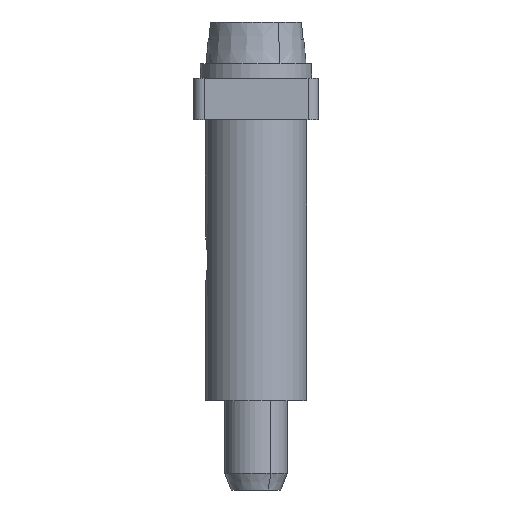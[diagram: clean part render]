
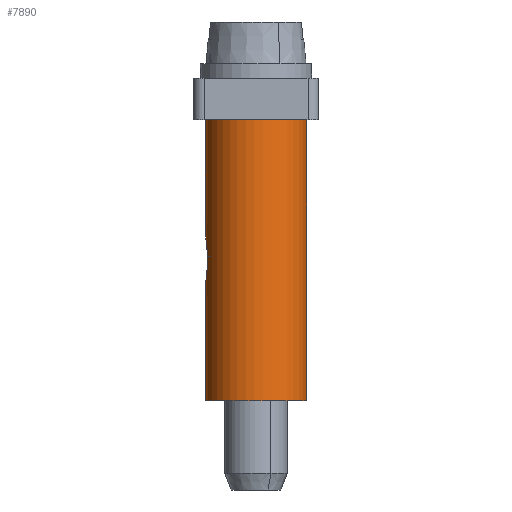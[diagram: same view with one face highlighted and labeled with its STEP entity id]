
A CAD part, left-side view. The second image highlights one B-rep face of the part: STEP entity #7890.
In plain terms, the highlighted cylindrical face has radius 2.45 mm (diameter 4.9 mm), a partial arc.
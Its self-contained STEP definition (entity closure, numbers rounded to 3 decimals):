
#2321=AXIS2_PLACEMENT_3D('Circle Axis2P3D',#2319,#2320,$) ;
#7812=AXIS2_PLACEMENT_3D('Cylinder Axis2P3D',#7809,#7810,#7811) ;
#7816=AXIS2_PLACEMENT_3D('Circle Axis2P3D',#7814,#7815,$) ;
#2316=CARTESIAN_POINT('Vertex',(4.548,0.555,17.8)) ;
#2319=CARTESIAN_POINT('Axis2P3D Location',(4.4,3.,17.8)) ;
#2323=CARTESIAN_POINT('Vertex',(4.252,0.555,17.8)) ;
#7673=CARTESIAN_POINT('Vertex',(4.548,0.555,4.3)) ;
#7676=CARTESIAN_POINT('Line Origine',(4.548,0.555,11.05)) ;
#7809=CARTESIAN_POINT('Axis2P3D Location',(4.4,3.,11.05)) ;
#7814=CARTESIAN_POINT('Axis2P3D Location',(4.4,3.,4.3)) ;
#7818=CARTESIAN_POINT('Vertex',(4.252,0.555,4.3)) ;
#7821=CARTESIAN_POINT('Line Origine',(4.252,0.555,11.05)) ;
#7833=CARTESIAN_POINT('Control Point',(4.4,5.45,12.295)) ;
#7834=CARTESIAN_POINT('Control Point',(4.164,5.45,12.295)) ;
#7835=CARTESIAN_POINT('Control Point',(3.926,5.419,12.146)) ;
#7836=CARTESIAN_POINT('Control Point',(3.784,5.372,11.864)) ;
#7837=CARTESIAN_POINT('Control Point',(3.699,5.348,11.546)) ;
#7838=CARTESIAN_POINT('Control Point',(3.673,5.34,11.215)) ;
#7839=CARTESIAN_POINT('Vertex',(4.4,5.45,12.295)) ;
#7841=CARTESIAN_POINT('Vertex',(3.673,5.34,11.215)) ;
#7845=CARTESIAN_POINT('Control Point',(3.673,5.34,11.215)) ;
#7846=CARTESIAN_POINT('Control Point',(3.645,5.331,10.834)) ;
#7847=CARTESIAN_POINT('Control Point',(3.703,5.345,10.441)) ;
#7848=CARTESIAN_POINT('Control Point',(3.815,5.396,10.071)) ;
#7849=CARTESIAN_POINT('Control Point',(4.078,5.444,9.829)) ;
#7850=CARTESIAN_POINT('Control Point',(4.35,5.449,9.8)) ;
#7851=CARTESIAN_POINT('Vertex',(4.35,5.45,9.8)) ;
#7855=CARTESIAN_POINT('Control Point',(4.35,5.449,9.8)) ;
#7856=CARTESIAN_POINT('Control Point',(4.383,5.45,9.796)) ;
#7857=CARTESIAN_POINT('Control Point',(4.417,5.45,9.796)) ;
#7858=CARTESIAN_POINT('Control Point',(4.45,5.449,9.8)) ;
#7859=CARTESIAN_POINT('Vertex',(4.45,5.45,9.8)) ;
#7863=CARTESIAN_POINT('Control Point',(5.115,5.343,11.334)) ;
#7864=CARTESIAN_POINT('Control Point',(5.137,5.337,11.165)) ;
#7865=CARTESIAN_POINT('Control Point',(5.142,5.335,10.991)) ;
#7866=CARTESIAN_POINT('Control Point',(5.131,5.338,10.816)) ;
#7867=CARTESIAN_POINT('Control Point',(5.067,5.359,10.415)) ;
#7868=CARTESIAN_POINT('Control Point',(4.907,5.4,10.074)) ;
#7869=CARTESIAN_POINT('Control Point',(4.779,5.429,9.911)) ;
#7870=CARTESIAN_POINT('Control Point',(4.617,5.446,9.818)) ;
#7871=CARTESIAN_POINT('Control Point',(4.45,5.449,9.8)) ;
#7872=CARTESIAN_POINT('Vertex',(5.115,5.343,11.334)) ;
#7876=CARTESIAN_POINT('Control Point',(4.4,5.45,12.295)) ;
#7877=CARTESIAN_POINT('Control Point',(4.619,5.45,12.295)) ;
#7878=CARTESIAN_POINT('Control Point',(4.841,5.424,12.168)) ;
#7879=CARTESIAN_POINT('Control Point',(4.987,5.38,11.922)) ;
#7880=CARTESIAN_POINT('Control Point',(5.077,5.355,11.637)) ;
#7881=CARTESIAN_POINT('Control Point',(5.115,5.343,11.334)) ;
#2320=DIRECTION('Axis2P3D Direction',(0.,0.,1.)) ;
#7677=DIRECTION('Vector Direction',(0.,0.,-1.)) ;
#7810=DIRECTION('Axis2P3D Direction',(0.,0.,1.)) ;
#7811=DIRECTION('Axis2P3D XDirection',(0.061,-0.998,0.)) ;
#7815=DIRECTION('Axis2P3D Direction',(0.,0.,1.)) ;
#7822=DIRECTION('Vector Direction',(0.,0.,1.)) ;
#7678=VECTOR('Line Direction',#7677,1.) ;
#7823=VECTOR('Line Direction',#7822,1.) ;
#7827=ORIENTED_EDGE('',*,*,#7820,.T.) ;
#7828=ORIENTED_EDGE('',*,*,#7825,.F.) ;
#7829=ORIENTED_EDGE('',*,*,#2325,.F.) ;
#7830=ORIENTED_EDGE('',*,*,#7680,.T.) ;
#7884=ORIENTED_EDGE('',*,*,#7843,.T.) ;
#7885=ORIENTED_EDGE('',*,*,#7853,.T.) ;
#7886=ORIENTED_EDGE('',*,*,#7861,.T.) ;
#7887=ORIENTED_EDGE('',*,*,#7874,.F.) ;
#7888=ORIENTED_EDGE('',*,*,#7882,.F.) ;
#7889=FACE_BOUND('',#7883,.T.) ;
#7890=ADVANCED_FACE('V1',(#7831,#7889),#7813,.T.) ;
#7832=B_SPLINE_CURVE_WITH_KNOTS('',5,(#7833,#7834,#7835,#7836,#7837,#7838),.UNSPECIFIED.,.F.,.U.,(6,6),(0.,2.551),.UNSPECIFIED.) ;
#7844=B_SPLINE_CURVE_WITH_KNOTS('',5,(#7845,#7846,#7847,#7848,#7849,#7850),.UNSPECIFIED.,.F.,.U.,(6,6),(0.,2.96),.UNSPECIFIED.) ;
#7854=B_SPLINE_CURVE_WITH_KNOTS('',3,(#7855,#7856,#7857,#7858),.UNSPECIFIED.,.F.,.U.,(4,4),(0.,0.217),.UNSPECIFIED.) ;
#7862=B_SPLINE_CURVE_WITH_KNOTS('',5,(#7863,#7864,#7865,#7866,#7867,#7868,#7869,#7870,#7871),.UNSPECIFIED.,.F.,.U.,(6,3,6),(0.,1.329,3.143),.UNSPECIFIED.) ;
#7875=B_SPLINE_CURVE_WITH_KNOTS('',5,(#7876,#7877,#7878,#7879,#7880,#7881),.UNSPECIFIED.,.F.,.U.,(6,6),(0.,2.368),.UNSPECIFIED.) ;
#2322=CIRCLE('generated circle',#2321,2.45) ;
#7817=CIRCLE('generated circle',#7816,2.45) ;
#7813=CYLINDRICAL_SURFACE('generated cylinder',#7812,2.45) ;
#2325=EDGE_CURVE('',#2317,#2324,#2322,.T.) ;
#7680=EDGE_CURVE('',#2317,#7674,#7679,.T.) ;
#7820=EDGE_CURVE('',#7674,#7819,#7817,.T.) ;
#7825=EDGE_CURVE('',#2324,#7819,#7824,.F.) ;
#7843=EDGE_CURVE('',#7840,#7842,#7832,.T.) ;
#7853=EDGE_CURVE('',#7842,#7852,#7844,.T.) ;
#7861=EDGE_CURVE('',#7852,#7860,#7854,.T.) ;
#7874=EDGE_CURVE('',#7873,#7860,#7862,.T.) ;
#7882=EDGE_CURVE('',#7840,#7873,#7875,.T.) ;
#7826=EDGE_LOOP('',(#7827,#7828,#7829,#7830)) ;
#7883=EDGE_LOOP('',(#7884,#7885,#7886,#7887,#7888)) ;
#7831=FACE_OUTER_BOUND('',#7826,.T.) ;
#7679=LINE('Line',#7676,#7678) ;
#7824=LINE('Line',#7821,#7823) ;
#2317=VERTEX_POINT('',#2316) ;
#2324=VERTEX_POINT('',#2323) ;
#7674=VERTEX_POINT('',#7673) ;
#7819=VERTEX_POINT('',#7818) ;
#7840=VERTEX_POINT('',#7839) ;
#7842=VERTEX_POINT('',#7841) ;
#7852=VERTEX_POINT('',#7851) ;
#7860=VERTEX_POINT('',#7859) ;
#7873=VERTEX_POINT('',#7872) ;
